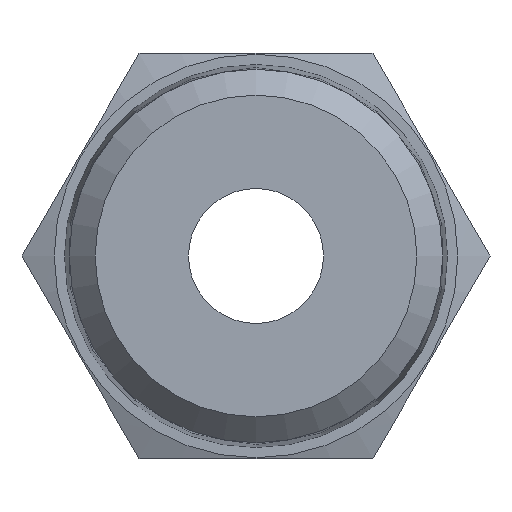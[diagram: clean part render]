
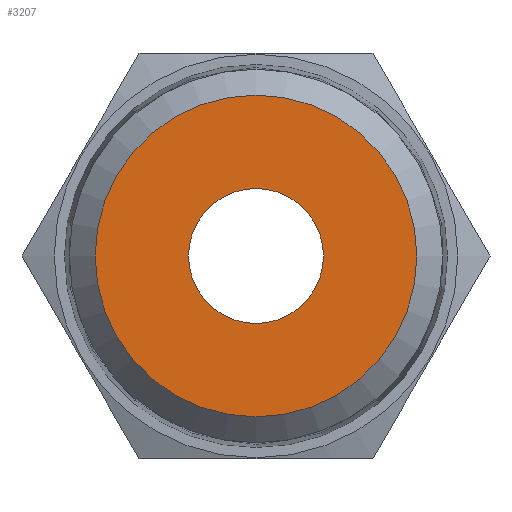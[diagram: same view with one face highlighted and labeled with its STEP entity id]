
A CAD part, left-side view. The second image highlights one B-rep face of the part: STEP entity #3207.
In plain terms, the highlighted planar face has unit normal (-1, 0, 0).
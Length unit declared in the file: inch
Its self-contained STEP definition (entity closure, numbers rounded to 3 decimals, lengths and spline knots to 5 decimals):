
#3116=CARTESIAN_POINT('',(-0.75,-0.1875,0.0));
#3117=VERTEX_POINT('',#3116);
#3118=CARTESIAN_POINT('',(-0.75,0.,0.0));
#3119=DIRECTION('',(1.0,0.0,0.0));
#3120=DIRECTION('',(0.0,-1.0,0.0));
#3121=AXIS2_PLACEMENT_3D('',#3118,#3119,#3120);
#3122=CIRCLE('',#3121,0.1875);
#3123=EDGE_CURVE('',#3117,#3117,#3122,.T.);
#3161=CARTESIAN_POINT('',(-0.75,0.,0.44654));
#3162=VERTEX_POINT('',#3161);
#3163=CARTESIAN_POINT('',(-0.75,0.,0.0));
#3164=DIRECTION('',(1.0,0.0,0.0));
#3165=DIRECTION('',(0.0,0.0,-1.0));
#3166=AXIS2_PLACEMENT_3D('',#3163,#3164,#3165);
#3167=CIRCLE('',#3166,0.44654);
#3168=EDGE_CURVE('',#3162,#3162,#3167,.T.);
#3196=CARTESIAN_POINT('',(-0.75,0.,0.0));
#3197=DIRECTION('',(1.0,0.0,0.0));
#3198=DIRECTION('',(0.0,0.0,-1.0));
#3199=AXIS2_PLACEMENT_3D('',#3196,#3197,#3198);
#3200=PLANE('',#3199);
#3201=ORIENTED_EDGE('',*,*,#3168,.F.);
#3202=EDGE_LOOP('',(#3201));
#3203=FACE_OUTER_BOUND('',#3202,.T.);
#3204=ORIENTED_EDGE('',*,*,#3123,.T.);
#3205=EDGE_LOOP('',(#3204));
#3206=FACE_BOUND('',#3205,.T.);
#3207=ADVANCED_FACE('',(#3203,#3206),#3200,.F.);
